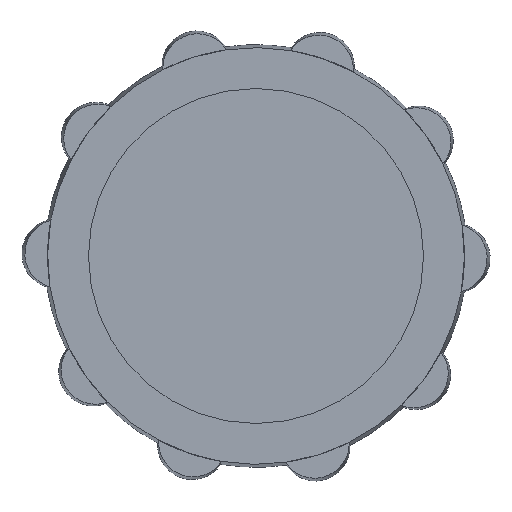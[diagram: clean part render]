
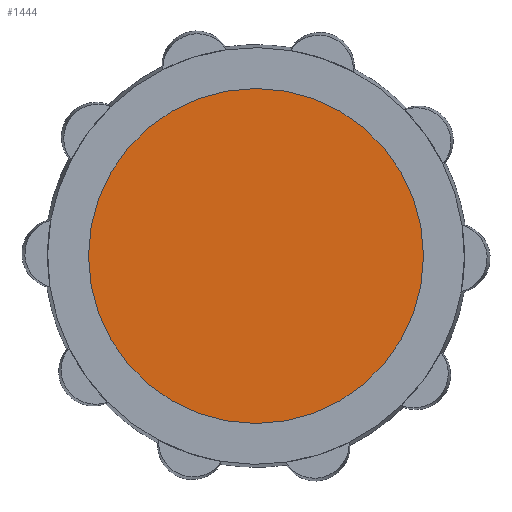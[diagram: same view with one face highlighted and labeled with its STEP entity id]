
A CAD part, left-side view. The second image highlights one B-rep face of the part: STEP entity #1444.
In plain terms, the highlighted planar face has unit normal (-1, 0, 0).
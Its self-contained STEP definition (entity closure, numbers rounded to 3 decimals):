
#217=FACE_OUTER_BOUND('',#306,.T.);
#306=EDGE_LOOP('',(#900));
#399=CIRCLE('',#1567,10.3);
#545=VERTEX_POINT('',#2248);
#691=EDGE_CURVE('',#545,#545,#399,.T.);
#900=ORIENTED_EDGE('',*,*,#691,.F.);
#1318=PLANE('',#1566);
#1444=ADVANCED_FACE('',(#217),#1318,.F.);
#1566=AXIS2_PLACEMENT_3D('',#2247,#1773,#1774);
#1567=AXIS2_PLACEMENT_3D('',#2249,#1775,#1776);
#1773=DIRECTION('center_axis',(1.,0.,0.));
#1774=DIRECTION('ref_axis',(0.,0.,-1.));
#1775=DIRECTION('center_axis',(1.,0.,0.));
#1776=DIRECTION('ref_axis',(0.,1.,0.));
#2247=CARTESIAN_POINT('Origin',(0.,0.,0.));
#2248=CARTESIAN_POINT('',(0.,-10.3,0.));
#2249=CARTESIAN_POINT('Origin',(0.,0.,0.));
